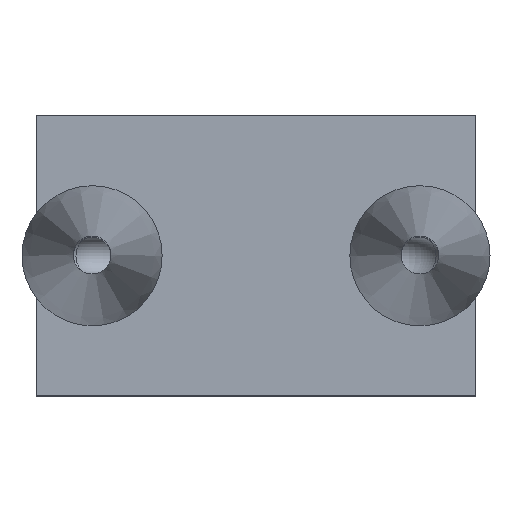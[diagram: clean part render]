
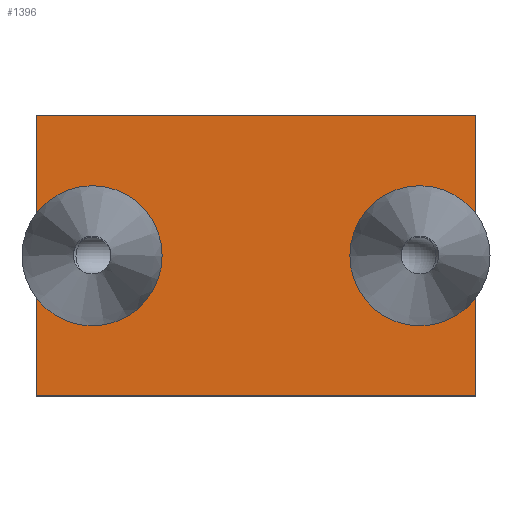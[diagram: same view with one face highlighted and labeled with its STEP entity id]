
A CAD part, top view. The second image highlights one B-rep face of the part: STEP entity #1396.
In plain terms, the highlighted planar face has unit normal (0, 0, 1).
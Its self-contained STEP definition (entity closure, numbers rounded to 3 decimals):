
#46=FACE_BOUND('',#366,.T.);
#47=FACE_BOUND('',#367,.T.);
#159=PLANE('',#1564);
#288=FACE_OUTER_BOUND('',#365,.T.);
#365=EDGE_LOOP('',(#1292,#1293,#1294,#1295));
#366=EDGE_LOOP('',(#1296));
#367=EDGE_LOOP('',(#1297));
#434=LINE('',#2896,#504);
#435=LINE('',#2899,#505);
#436=LINE('',#2901,#506);
#437=LINE('',#2902,#507);
#504=VECTOR('',#1907,10.);
#505=VECTOR('',#1910,10.);
#506=VECTOR('',#1911,10.);
#507=VECTOR('',#1912,10.);
#571=CIRCLE('',#1545,0.675);
#578=CIRCLE('',#1562,0.675);
#693=VERTEX_POINT('',#2785);
#703=VERTEX_POINT('',#2885);
#704=VERTEX_POINT('',#2889);
#707=VERTEX_POINT('',#2894);
#708=VERTEX_POINT('',#2898);
#709=VERTEX_POINT('',#2900);
#882=EDGE_CURVE('',#693,#693,#571,.T.);
#899=EDGE_CURVE('',#703,#703,#578,.T.);
#904=EDGE_CURVE('',#704,#707,#434,.T.);
#905=EDGE_CURVE('',#708,#704,#435,.T.);
#906=EDGE_CURVE('',#709,#707,#436,.T.);
#907=EDGE_CURVE('',#708,#709,#437,.T.);
#1292=ORIENTED_EDGE('',*,*,#905,.T.);
#1293=ORIENTED_EDGE('',*,*,#904,.T.);
#1294=ORIENTED_EDGE('',*,*,#906,.F.);
#1295=ORIENTED_EDGE('',*,*,#907,.F.);
#1296=ORIENTED_EDGE('',*,*,#882,.T.);
#1297=ORIENTED_EDGE('',*,*,#899,.T.);
#1396=ADVANCED_FACE('',(#288,#46,#47),#159,.T.);
#1545=AXIS2_PLACEMENT_3D('',#2787,#1863,#1864);
#1562=AXIS2_PLACEMENT_3D('',#2886,#1899,#1900);
#1564=AXIS2_PLACEMENT_3D('',#2897,#1908,#1909);
#1863=DIRECTION('center_axis',(0.,0.,-1.));
#1864=DIRECTION('ref_axis',(-1.,0.,0.));
#1899=DIRECTION('center_axis',(0.,0.,-1.));
#1900=DIRECTION('ref_axis',(1.,0.,0.));
#1907=DIRECTION('',(0.,1.,0.));
#1908=DIRECTION('center_axis',(0.,0.,1.));
#1909=DIRECTION('ref_axis',(1.,0.,0.));
#1910=DIRECTION('',(1.,0.,0.));
#1911=DIRECTION('',(1.,0.,0.));
#1912=DIRECTION('',(0.,1.,0.));
#2785=CARTESIAN_POINT('',(6.525,5.,10.473));
#2787=CARTESIAN_POINT('Origin',(5.85,5.,10.473));
#2885=CARTESIAN_POINT('',(-6.525,5.,10.473));
#2886=CARTESIAN_POINT('Origin',(-5.85,5.,10.473));
#2889=CARTESIAN_POINT('',(7.85,0.,10.473));
#2894=CARTESIAN_POINT('',(7.85,10.,10.473));
#2896=CARTESIAN_POINT('',(7.85,0.,10.473));
#2897=CARTESIAN_POINT('Origin',(-7.85,0.,10.473));
#2898=CARTESIAN_POINT('',(-7.85,0.,10.473));
#2899=CARTESIAN_POINT('',(-7.85,0.,10.473));
#2900=CARTESIAN_POINT('',(-7.85,10.,10.473));
#2901=CARTESIAN_POINT('',(-7.85,10.,10.473));
#2902=CARTESIAN_POINT('',(-7.85,0.,10.473));
